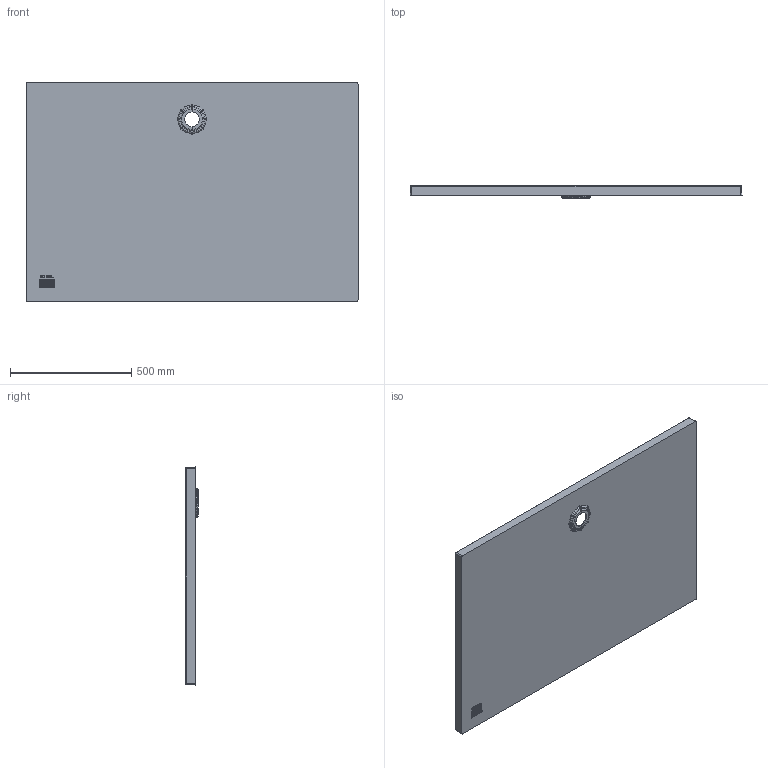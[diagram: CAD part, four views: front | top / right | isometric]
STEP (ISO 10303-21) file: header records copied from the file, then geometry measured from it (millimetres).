
FILE_DESCRIPTION (( 'STEP AP203' ), '1' );
FILE_NAME ('7186-900x1370 RTM Base Release V2.STEP', '2020-02-06T06:47:34', ( '' ), ( '' ), 'SwSTEP 2.0', 'SolidWorks 2019', '' );
FILE_SCHEMA (( 'CONFIG_CONTROL_DESIGN' ));
Products named in the file (1): 7186-900x1370 RTM Base Release V2
Bounding box: 1370 x 51.98 x 900 mm (x, y, z)
Volume: 26442002.3 mm3; surface area: 2682755.7 mm2
Topology: 1 solids, 1 shells, 1583 faces, 3966 edges, 2564 vertices
Faces by surface type: plane 1029, bspline 357, torus 58, cylinder 55, sphere 49, cone 35
Entity records: 65419 total; most frequent: CARTESIAN_POINT 30035, ORIENTED_EDGE 7932, DIRECTION 5962, EDGE_CURVE 3966, LINE 2798, VECTOR 2798, VERTEX_POINT 2564, EDGE_LOOP 1764
